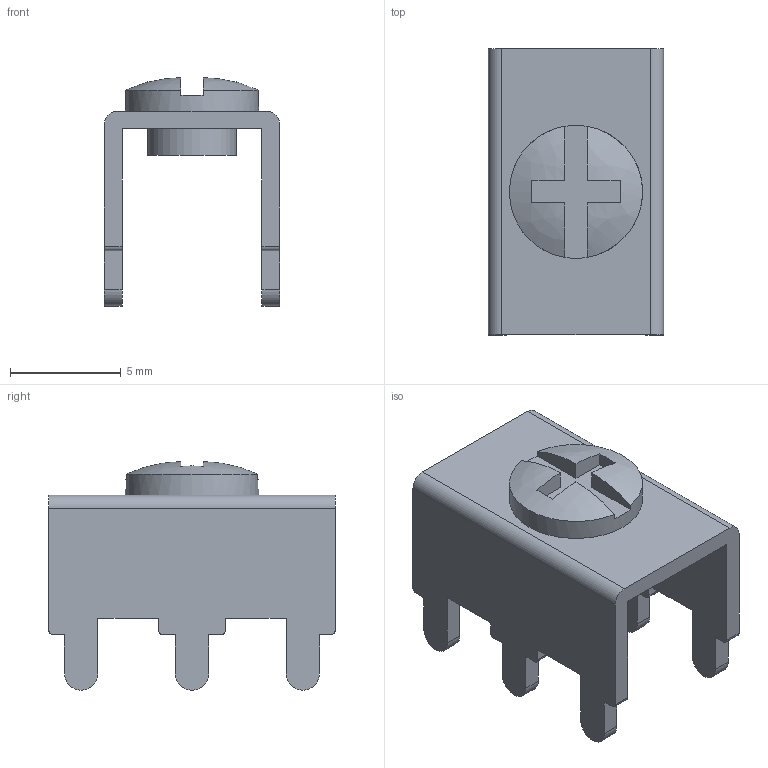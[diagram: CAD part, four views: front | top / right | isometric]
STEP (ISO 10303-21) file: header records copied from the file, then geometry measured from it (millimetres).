
FILE_DESCRIPTION(/* description */ (''),/* implementation_level */ '2;1');
FILE_NAME(/* name */ 'PCB-20.step',/* time_stamp */ '2023-02-12T05:06:22+09:00',/* author */ (''),/* organization */ (''),/* preprocessor_version */ 'ST-DEVELOPER v19.2',/* originating_system */ 'Autodesk Translation Framework v11.17.0.187',/* authorisation */ '');
FILE_SCHEMA (('AUTOMOTIVE_DESIGN { 1 0 10303 214 3 1 1 }'));
Length unit declared in the file: millimetre
Products named in the file (1): PCB-20
Bounding box: 7.9 x 12.9 x 10.3 mm (x, y, z)
Volume: 247.9 mm3; surface area: 678.7 mm2
Topology: 2 solids, 2 shells, 70 faces, 195 edges, 130 vertices
Faces by surface type: plane 49, cylinder 19, bspline 2
Full cylindrical faces by diameter (mm): 4 x2, 6 x1
Entity records: 2349 total; most frequent: CARTESIAN_POINT 482, ORIENTED_EDGE 390, DIRECTION 365, EDGE_CURVE 195, LINE 143, VECTOR 143, VERTEX_POINT 130, AXIS2_PLACEMENT_3D 111
